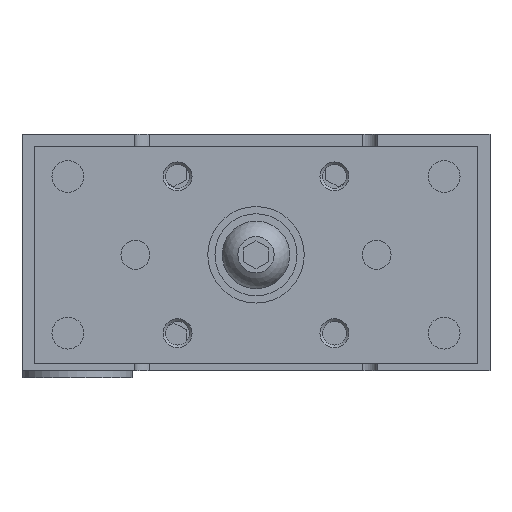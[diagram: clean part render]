
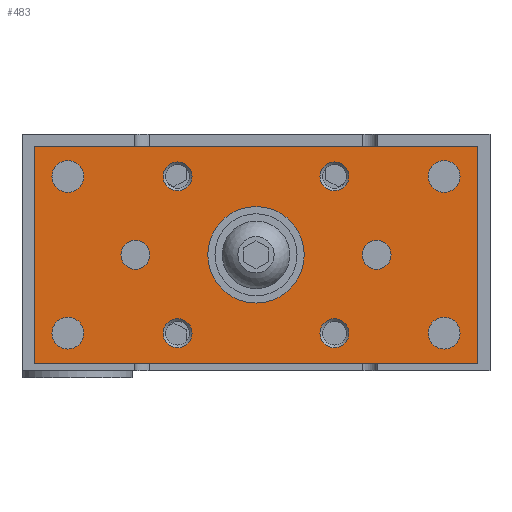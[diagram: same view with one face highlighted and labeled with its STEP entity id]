
A CAD part, left-side view. The second image highlights one B-rep face of the part: STEP entity #483.
In plain terms, the highlighted planar face has unit normal (-1, 0, 0).
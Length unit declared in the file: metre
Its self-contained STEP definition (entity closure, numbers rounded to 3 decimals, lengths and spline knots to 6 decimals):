
#483 = ADVANCED_FACE( '', ( #1303, #1304, #1305, #1306, #1307, #1308, #1309, #1310, #1311, #1312, #1313, #1314 ), #1315, .T. );
#1303 = FACE_OUTER_BOUND( '', #2685, .T. );
#1304 = FACE_BOUND( '', #2686, .T. );
#1305 = FACE_BOUND( '', #2687, .T. );
#1306 = FACE_BOUND( '', #2688, .T. );
#1307 = FACE_BOUND( '', #2689, .T. );
#1308 = FACE_BOUND( '', #2690, .T. );
#1309 = FACE_BOUND( '', #2691, .T. );
#1310 = FACE_BOUND( '', #2692, .T. );
#1311 = FACE_BOUND( '', #2693, .T. );
#1312 = FACE_BOUND( '', #2694, .T. );
#1313 = FACE_BOUND( '', #2695, .T. );
#1314 = FACE_BOUND( '', #2696, .T. );
#1315 = PLANE( '', #2697 );
#2685 = EDGE_LOOP( '', ( #4221, #4222, #4223, #4224 ) );
#2686 = EDGE_LOOP( '', ( #4225 ) );
#2687 = EDGE_LOOP( '', ( #4226 ) );
#2688 = EDGE_LOOP( '', ( #4227 ) );
#2689 = EDGE_LOOP( '', ( #4228 ) );
#2690 = EDGE_LOOP( '', ( #4229 ) );
#2691 = EDGE_LOOP( '', ( #4230 ) );
#2692 = EDGE_LOOP( '', ( #4231 ) );
#2693 = EDGE_LOOP( '', ( #4232 ) );
#2694 = EDGE_LOOP( '', ( #4233 ) );
#2695 = EDGE_LOOP( '', ( #4234 ) );
#2696 = EDGE_LOOP( '', ( #4235 ) );
#2697 = AXIS2_PLACEMENT_3D( '', #4236, #4237, #4238 );
#4221 = ORIENTED_EDGE( '', *, *, #6772, .T. );
#4222 = ORIENTED_EDGE( '', *, *, #6773, .T. );
#4223 = ORIENTED_EDGE( '', *, *, #6604, .T. );
#4224 = ORIENTED_EDGE( '', *, *, #6774, .T. );
#4225 = ORIENTED_EDGE( '', *, *, #6775, .T. );
#4226 = ORIENTED_EDGE( '', *, *, #6710, .F. );
#4227 = ORIENTED_EDGE( '', *, *, #6776, .F. );
#4228 = ORIENTED_EDGE( '', *, *, #6777, .T. );
#4229 = ORIENTED_EDGE( '', *, *, #6778, .T. );
#4230 = ORIENTED_EDGE( '', *, *, #6779, .F. );
#4231 = ORIENTED_EDGE( '', *, *, #6780, .T. );
#4232 = ORIENTED_EDGE( '', *, *, #6781, .F. );
#4233 = ORIENTED_EDGE( '', *, *, #6782, .F. );
#4234 = ORIENTED_EDGE( '', *, *, #6783, .T. );
#4235 = ORIENTED_EDGE( '', *, *, #6784, .T. );
#4236 = CARTESIAN_POINT( '', ( -0.019, -0.046, -0.0025 ) );
#4237 = DIRECTION( '', ( -1., 0., 0. ) );
#4238 = DIRECTION( '', ( 0., 0., 1. ) );
#6604 = EDGE_CURVE( '', #7614, #7612, #7615, .T. );
#6710 = EDGE_CURVE( '', #7790, #7790, #7791, .T. );
#6772 = EDGE_CURVE( '', #7902, #7903, #7904, .T. );
#6773 = EDGE_CURVE( '', #7903, #7614, #7905, .T. );
#6774 = EDGE_CURVE( '', #7612, #7902, #7906, .T. );
#6775 = EDGE_CURVE( '', #7907, #7907, #7908, .T. );
#6776 = EDGE_CURVE( '', #7909, #7909, #7910, .T. );
#6777 = EDGE_CURVE( '', #7911, #7911, #7912, .T. );
#6778 = EDGE_CURVE( '', #7913, #7913, #7914, .T. );
#6779 = EDGE_CURVE( '', #7915, #7915, #7916, .T. );
#6780 = EDGE_CURVE( '', #7917, #7917, #7918, .T. );
#6781 = EDGE_CURVE( '', #7919, #7919, #7920, .T. );
#6782 = EDGE_CURVE( '', #7921, #7921, #7922, .T. );
#6783 = EDGE_CURVE( '', #7923, #7923, #7924, .T. );
#6784 = EDGE_CURVE( '', #7925, #7925, #7926, .T. );
#7612 = VERTEX_POINT( '', #9076 );
#7614 = VERTEX_POINT( '', #9079 );
#7615 = LINE( '', #9080, #9081 );
#7790 = VERTEX_POINT( '', #9291 );
#7791 = CIRCLE( '', #9292, 0.0033 );
#7902 = VERTEX_POINT( '', #9445 );
#7903 = VERTEX_POINT( '', #9446 );
#7904 = LINE( '', #9447, #9448 );
#7905 = LINE( '', #9449, #9450 );
#7906 = LINE( '', #9451, #9452 );
#7907 = VERTEX_POINT( '', #9453 );
#7908 = CIRCLE( '', #9454, 0.0033 );
#7909 = VERTEX_POINT( '', #9455 );
#7910 = CIRCLE( '', #9456, 0.0033 );
#7911 = VERTEX_POINT( '', #9457 );
#7912 = CIRCLE( '', #9458, 0.0033 );
#7913 = VERTEX_POINT( '', #9459 );
#7914 = CIRCLE( '', #9460, 0.003 );
#7915 = VERTEX_POINT( '', #9461 );
#7916 = CIRCLE( '', #9462, 0.003 );
#7917 = VERTEX_POINT( '', #9463 );
#7918 = CIRCLE( '', #9464, 0.003 );
#7919 = VERTEX_POINT( '', #9465 );
#7920 = CIRCLE( '', #9466, 0.003 );
#7921 = VERTEX_POINT( '', #9467 );
#7922 = CIRCLE( '', #9468, 0.003 );
#7923 = VERTEX_POINT( '', #9469 );
#7924 = CIRCLE( '', #9470, 0.003 );
#7925 = VERTEX_POINT( '', #9471 );
#7926 = CIRCLE( '', #9472, 0.01 );
#9076 = CARTESIAN_POINT( '', ( -0.019, 0.046, -0.0475 ) );
#9079 = CARTESIAN_POINT( '', ( -0.019, 0.046, -0.0025 ) );
#9080 = CARTESIAN_POINT( '', ( -0.019, 0.046, -0.0025 ) );
#9081 = VECTOR( '', #11365, 1. );
#9291 = CARTESIAN_POINT( '', ( -0.019, -0.0357, -0.00875 ) );
#9292 = AXIS2_PLACEMENT_3D( '', #11521, #11522, #11523 );
#9445 = CARTESIAN_POINT( '', ( -0.019, -0.046, -0.0475 ) );
#9446 = CARTESIAN_POINT( '', ( -0.019, -0.046, -0.0025 ) );
#9447 = CARTESIAN_POINT( '', ( -0.019, -0.046, -0.0475 ) );
#9448 = VECTOR( '', #11602, 1. );
#9449 = CARTESIAN_POINT( '', ( -0.019, -0.046, -0.0025 ) );
#9450 = VECTOR( '', #11603, 1. );
#9451 = CARTESIAN_POINT( '', ( -0.019, 0.046, -0.0475 ) );
#9452 = VECTOR( '', #11604, 1. );
#9453 = CARTESIAN_POINT( '', ( -0.019, 0.0357, -0.00875 ) );
#9454 = AXIS2_PLACEMENT_3D( '', #11605, #11606, #11607 );
#9455 = CARTESIAN_POINT( '', ( -0.019, 0.0357, -0.04125 ) );
#9456 = AXIS2_PLACEMENT_3D( '', #11608, #11609, #11610 );
#9457 = CARTESIAN_POINT( '', ( -0.019, -0.0357, -0.04125 ) );
#9458 = AXIS2_PLACEMENT_3D( '', #11611, #11612, #11613 );
#9459 = CARTESIAN_POINT( '', ( -0.019, 0.028, -0.025 ) );
#9460 = AXIS2_PLACEMENT_3D( '', #11614, #11615, #11616 );
#9461 = CARTESIAN_POINT( '', ( -0.019, -0.028, -0.025 ) );
#9462 = AXIS2_PLACEMENT_3D( '', #11617, #11618, #11619 );
#9463 = CARTESIAN_POINT( '', ( -0.019, 0.01925, -0.00875 ) );
#9464 = AXIS2_PLACEMENT_3D( '', #11620, #11621, #11622 );
#9465 = CARTESIAN_POINT( '', ( -0.019, -0.01925, -0.00875 ) );
#9466 = AXIS2_PLACEMENT_3D( '', #11623, #11624, #11625 );
#9467 = CARTESIAN_POINT( '', ( -0.019, 0.01925, -0.04125 ) );
#9468 = AXIS2_PLACEMENT_3D( '', #11626, #11627, #11628 );
#9469 = CARTESIAN_POINT( '', ( -0.019, -0.01925, -0.04125 ) );
#9470 = AXIS2_PLACEMENT_3D( '', #11629, #11630, #11631 );
#9471 = CARTESIAN_POINT( '', ( -0.019, 0.01, -0.025 ) );
#9472 = AXIS2_PLACEMENT_3D( '', #11632, #11633, #11634 );
#11365 = DIRECTION( '', ( 0., 0., -1. ) );
#11521 = CARTESIAN_POINT( '', ( -0.019, -0.039, -0.00875 ) );
#11522 = DIRECTION( '', ( -1., 0., 0. ) );
#11523 = DIRECTION( '', ( 0., 1., 0. ) );
#11602 = DIRECTION( '', ( 0., 0., 1. ) );
#11603 = DIRECTION( '', ( 0., 1., 0. ) );
#11604 = DIRECTION( '', ( 0., -1., 0. ) );
#11605 = CARTESIAN_POINT( '', ( -0.019, 0.039, -0.00875 ) );
#11606 = DIRECTION( '', ( 1., 0., 0. ) );
#11607 = DIRECTION( '', ( 0., -1., 0. ) );
#11608 = CARTESIAN_POINT( '', ( -0.019, 0.039, -0.04125 ) );
#11609 = DIRECTION( '', ( -1., 0., 0. ) );
#11610 = DIRECTION( '', ( 0., -1., 0. ) );
#11611 = CARTESIAN_POINT( '', ( -0.019, -0.039, -0.04125 ) );
#11612 = DIRECTION( '', ( 1., 0., 0. ) );
#11613 = DIRECTION( '', ( 0., 1., 0. ) );
#11614 = CARTESIAN_POINT( '', ( -0.019, 0.025, -0.025 ) );
#11615 = DIRECTION( '', ( 1., 0., 0. ) );
#11616 = DIRECTION( '', ( 0., 1., 0. ) );
#11617 = CARTESIAN_POINT( '', ( -0.019, -0.025, -0.025 ) );
#11618 = DIRECTION( '', ( -1., 0., 0. ) );
#11619 = DIRECTION( '', ( 0., -1., 0. ) );
#11620 = CARTESIAN_POINT( '', ( -0.019, 0.01625, -0.00875 ) );
#11621 = DIRECTION( '', ( 1., 0., 0. ) );
#11622 = DIRECTION( '', ( 0., 1., 0. ) );
#11623 = CARTESIAN_POINT( '', ( -0.019, -0.01625, -0.00875 ) );
#11624 = DIRECTION( '', ( -1., 0., 0. ) );
#11625 = DIRECTION( '', ( 0., -1., 0. ) );
#11626 = CARTESIAN_POINT( '', ( -0.019, 0.01625, -0.04125 ) );
#11627 = DIRECTION( '', ( -1., 0., 0. ) );
#11628 = DIRECTION( '', ( 0., 1., 0. ) );
#11629 = CARTESIAN_POINT( '', ( -0.019, -0.01625, -0.04125 ) );
#11630 = DIRECTION( '', ( 1., 0., 0. ) );
#11631 = DIRECTION( '', ( 0., -1., 0. ) );
#11632 = CARTESIAN_POINT( '', ( -0.019, 0., -0.025 ) );
#11633 = DIRECTION( '', ( 1., 0., 0. ) );
#11634 = DIRECTION( '', ( 0., 1., 0. ) );
